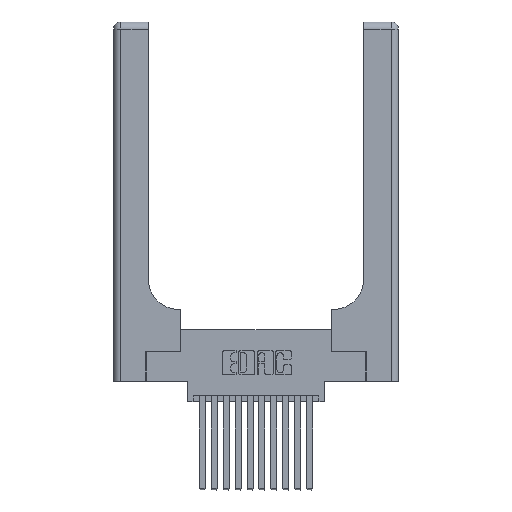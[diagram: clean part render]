
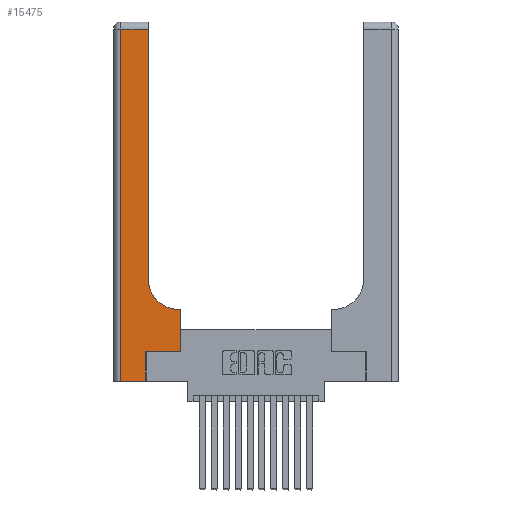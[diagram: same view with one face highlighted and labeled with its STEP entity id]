
A CAD part, top view. The second image highlights one B-rep face of the part: STEP entity #15475.
In plain terms, the highlighted planar face has unit normal (0, 0, 1).
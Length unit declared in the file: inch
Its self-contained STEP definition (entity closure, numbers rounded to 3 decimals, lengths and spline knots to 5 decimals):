
#84 = DIRECTION ( 'NONE',  ( 0., 1., 0. ) ) ;
#351 = CARTESIAN_POINT ( 'NONE',  ( 0.269, 0.25, 0.37 ) ) ;
#384 = CARTESIAN_POINT ( 'NONE',  ( 0.2915, 0.85, 0.37 ) ) ;
#677 = CARTESIAN_POINT ( 'NONE',  ( 0.5585, 0.25, 0.37 ) ) ;
#876 = EDGE_CURVE ( 'NONE', #7827, #3257, #14942, .T. ) ;
#930 = VERTEX_POINT ( 'NONE', #384 ) ;
#1340 = EDGE_CURVE ( 'NONE', #6539, #14885, #2372, .T. ) ;
#1393 = CARTESIAN_POINT ( 'NONE',  ( 0.2915, 3., 0.37 ) ) ;
#1663 = ORIENTED_EDGE ( 'NONE', *, *, #14206, .T. ) ;
#1771 = ORIENTED_EDGE ( 'NONE', *, *, #4463, .T. ) ;
#1870 = VECTOR ( 'NONE', #4432, 39.37008 ) ;
#1931 = VECTOR ( 'NONE', #5884, 39.37008 ) ;
#2000 = DIRECTION ( 'NONE',  ( -1., 0., 0. ) ) ;
#2036 = VECTOR ( 'NONE', #14427, 39.37008 ) ;
#2257 = CARTESIAN_POINT ( 'NONE',  ( 0., 2.94, 0.37 ) ) ;
#2343 = CARTESIAN_POINT ( 'NONE',  ( 0.06, 0., 0.37 ) ) ;
#2362 = CARTESIAN_POINT ( 'NONE',  ( 0.06, 3., 0.37 ) ) ;
#2372 = LINE ( 'NONE', #5984, #1931 ) ;
#2433 = LINE ( 'NONE', #677, #15779 ) ;
#2830 = CARTESIAN_POINT ( 'NONE',  ( 0.2915, 2.94, 0.37 ) ) ;
#3257 = VERTEX_POINT ( 'NONE', #16741 ) ;
#3555 = FACE_OUTER_BOUND ( 'NONE', #16191, .T. ) ;
#3749 = ORIENTED_EDGE ( 'NONE', *, *, #1340, .T. ) ;
#4219 = DIRECTION ( 'NONE',  ( 0., 0., -1. ) ) ;
#4315 = AXIS2_PLACEMENT_3D ( 'NONE', #12260, #4219, #13567 ) ;
#4432 = DIRECTION ( 'NONE',  ( 1., 0., 0. ) ) ;
#4463 = EDGE_CURVE ( 'NONE', #3257, #11788, #5683, .T. ) ;
#4474 = CARTESIAN_POINT ( 'NONE',  ( 0.5415, 0.6, 0.37 ) ) ;
#4818 = DIRECTION ( 'NONE',  ( 0., 1., 0. ) ) ;
#4978 = VECTOR ( 'NONE', #84, 39.37008 ) ;
#5146 = VECTOR ( 'NONE', #5260, 39.37008 ) ;
#5159 = VECTOR ( 'NONE', #2000, 39.37008 ) ;
#5260 = DIRECTION ( 'NONE',  ( 1., 0., 0. ) ) ;
#5362 = CARTESIAN_POINT ( 'NONE',  ( 0.269, 0., 0.37 ) ) ;
#5683 = LINE ( 'NONE', #2362, #2036 ) ;
#5757 = VECTOR ( 'NONE', #14823, 39.37008 ) ;
#5832 = PLANE ( 'NONE',  #15284 ) ;
#5884 = DIRECTION ( 'NONE',  ( -1., 0., 0. ) ) ;
#5984 = CARTESIAN_POINT ( 'NONE',  ( 0.2915, 0.6, 0.37 ) ) ;
#6072 = EDGE_CURVE ( 'NONE', #12551, #6539, #2433, .T. ) ;
#6539 = VERTEX_POINT ( 'NONE', #8184 ) ;
#6644 = CARTESIAN_POINT ( 'NONE',  ( 0., 0., 0.37 ) ) ;
#7238 = DIRECTION ( 'NONE',  ( 0., 0., -1. ) ) ;
#7653 = EDGE_CURVE ( 'NONE', #11788, #16901, #9623, .T. ) ;
#7827 = VERTEX_POINT ( 'NONE', #2830 ) ;
#8184 = CARTESIAN_POINT ( 'NONE',  ( 0.5585, 0.6, 0.37 ) ) ;
#8205 = ORIENTED_EDGE ( 'NONE', *, *, #876, .T. ) ;
#9623 = LINE ( 'NONE', #6644, #5146 ) ;
#9687 = EDGE_CURVE ( 'NONE', #930, #7827, #9797, .T. ) ;
#9797 = LINE ( 'NONE', #1393, #5757 ) ;
#10382 = EDGE_CURVE ( 'NONE', #10545, #12551, #13037, .T. ) ;
#10545 = VERTEX_POINT ( 'NONE', #11426 ) ;
#10746 = ORIENTED_EDGE ( 'NONE', *, *, #7653, .T. ) ;
#11103 = ORIENTED_EDGE ( 'NONE', *, *, #9687, .T. ) ;
#11426 = CARTESIAN_POINT ( 'NONE',  ( 0.269, 0.25, 0.37 ) ) ;
#11788 = VERTEX_POINT ( 'NONE', #2343 ) ;
#11949 = ORIENTED_EDGE ( 'NONE', *, *, #10382, .T. ) ;
#12260 = CARTESIAN_POINT ( 'NONE',  ( 0.5415, 0.85, 0.37 ) ) ;
#12551 = VERTEX_POINT ( 'NONE', #14135 ) ;
#12575 = ORIENTED_EDGE ( 'NONE', *, *, #17011, .T. ) ;
#13037 = LINE ( 'NONE', #351, #1870 ) ;
#13441 = ORIENTED_EDGE ( 'NONE', *, *, #6072, .T. ) ;
#13567 = DIRECTION ( 'NONE',  ( 1., 0., 0. ) ) ;
#13746 = CARTESIAN_POINT ( 'NONE',  ( 0., 3., 0.37 ) ) ;
#14135 = CARTESIAN_POINT ( 'NONE',  ( 0.5585, 0.25, 0.37 ) ) ;
#14206 = EDGE_CURVE ( 'NONE', #14885, #930, #16078, .T. ) ;
#14427 = DIRECTION ( 'NONE',  ( 0., -1., 0. ) ) ;
#14823 = DIRECTION ( 'NONE',  ( 0., 1., 0. ) ) ;
#14885 = VERTEX_POINT ( 'NONE', #4474 ) ;
#14942 = LINE ( 'NONE', #2257, #5159 ) ;
#15175 = LINE ( 'NONE', #16183, #4978 ) ;
#15284 = AXIS2_PLACEMENT_3D ( 'NONE', #13746, #7238, #16402 ) ;
#15475 = ADVANCED_FACE ( 'NONE', ( #3555 ), #5832, .F. ) ;
#15779 = VECTOR ( 'NONE', #4818, 39.37008 ) ;
#16078 = CIRCLE ( 'NONE', #4315, 0.25 ) ;
#16183 = CARTESIAN_POINT ( 'NONE',  ( 0.269, 0., 0.37 ) ) ;
#16191 = EDGE_LOOP ( 'NONE', ( #11103, #8205, #1771, #10746, #12575, #11949, #13441, #3749, #1663 ) ) ;
#16402 = DIRECTION ( 'NONE',  ( -1., 0., 0. ) ) ;
#16741 = CARTESIAN_POINT ( 'NONE',  ( 0.06, 2.94, 0.37 ) ) ;
#16901 = VERTEX_POINT ( 'NONE', #5362 ) ;
#17011 = EDGE_CURVE ( 'NONE', #16901, #10545, #15175, .T. ) ;
